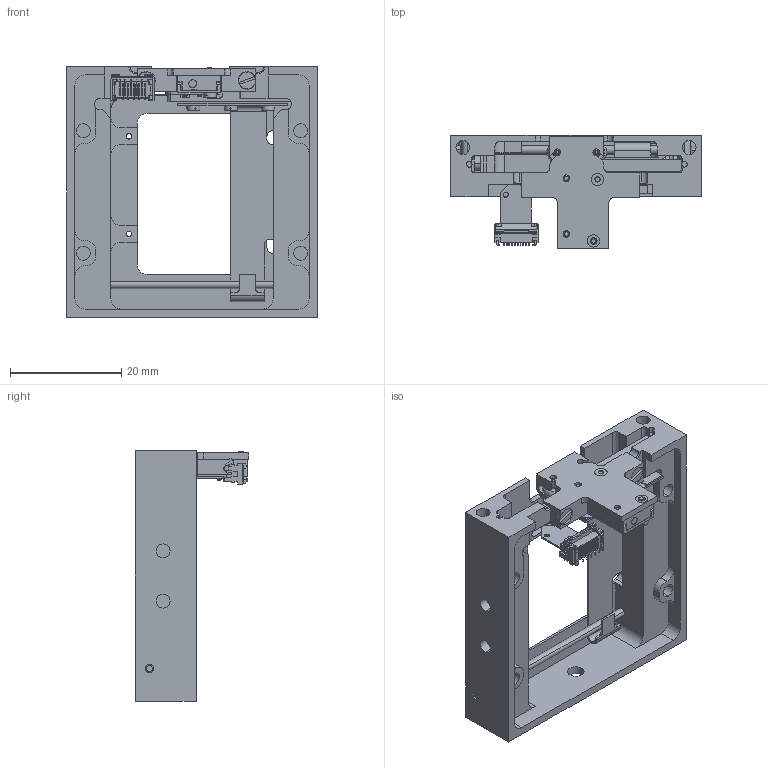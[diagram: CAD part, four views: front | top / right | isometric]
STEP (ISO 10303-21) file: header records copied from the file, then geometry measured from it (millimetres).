
FILE_DESCRIPTION (( 'STEP AP203' ), '1' );
FILE_NAME ('Open Shutter.STEP', '2011-08-31T12:57:17', ( 'gh' ), ( '' ), 'SwSTEP 2.0', 'SolidWorks 2010', '' );
FILE_SCHEMA (( 'CONFIG_CONTROL_DESIGN' ));
Length unit declared in the file: millimetre
Products named in the file (1): Open Shutter
Bounding box: 45 x 20.37 x 45 mm (x, y, z)
Surface area: 10501.1 mm2 (no closed solid volume)
Topology: 0 solids, 46 shells, 1162 faces, 4910 edges, 3650 vertices
Faces by surface type: plane 778, cylinder 242, bspline 106, cone 26, torus 10
Entity records: 59119 total; most frequent: CARTESIAN_POINT 19274, ORIENTED_EDGE 7774, DIRECTION 7661, EDGE_CURVE 4910, VECTOR 3819, LINE 3819, VERTEX_POINT 3650, AXIS2_PLACEMENT_3D 1921
